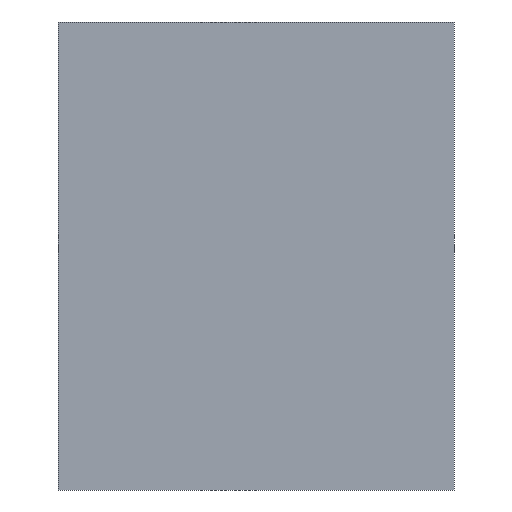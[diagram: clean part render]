
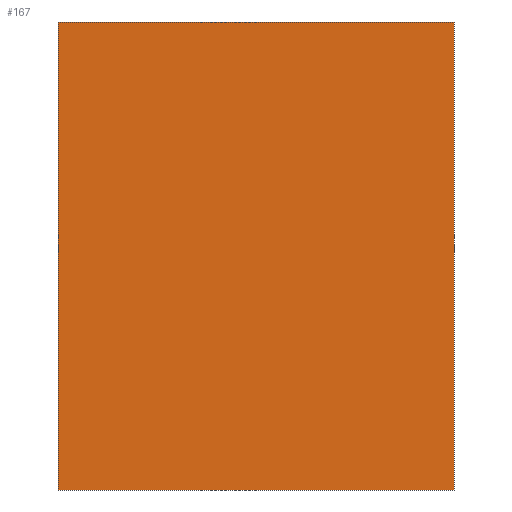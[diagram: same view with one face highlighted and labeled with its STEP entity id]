
A CAD part, left-side view. The second image highlights one B-rep face of the part: STEP entity #167.
In plain terms, the highlighted planar face has unit normal (-1, 0, 0).
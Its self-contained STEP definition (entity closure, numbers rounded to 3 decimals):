
#25=CARTESIAN_POINT('',(-8.7,-11.6,-12.2));
#26=VERTEX_POINT('',#25);
#43=CARTESIAN_POINT('',(-8.7,-2.8,-12.2));
#44=VERTEX_POINT('',#43);
#51=CARTESIAN_POINT('',(-8.7,-2.8,-12.2));
#52=DIRECTION('',(0.,-1.,0.));
#53=VECTOR('',#52,8.8);
#54=LINE('',#51,#53);
#55=EDGE_CURVE('',#44,#26,#54,.T.);
#65=CARTESIAN_POINT('',(-8.7,-11.6,-1.8));
#66=VERTEX_POINT('',#65);
#83=CARTESIAN_POINT('',(-8.7,-2.8,-1.8));
#84=VERTEX_POINT('',#83);
#91=CARTESIAN_POINT('',(-8.7,-2.8,-1.8));
#92=DIRECTION('',(0.,-1.,0.));
#93=VECTOR('',#92,8.8);
#94=LINE('',#91,#93);
#95=EDGE_CURVE('',#84,#66,#94,.T.);
#113=CARTESIAN_POINT('',(-8.7,-11.6,-12.2));
#114=DIRECTION('',(0.,0.,1.));
#115=VECTOR('',#114,10.4);
#116=LINE('',#113,#115);
#117=EDGE_CURVE('',#26,#66,#116,.T.);
#145=CARTESIAN_POINT('',(-8.7,-2.8,-12.2));
#146=DIRECTION('',(0.,0.,1.));
#147=VECTOR('',#146,10.4);
#148=LINE('',#145,#147);
#149=EDGE_CURVE('',#44,#84,#148,.T.);
#156=CARTESIAN_POINT('',(-8.7,-7.2,-7.));
#157=DIRECTION('',(0.,-1.,0.));
#158=DIRECTION('',(-1.,0.,0.));
#159=AXIS2_PLACEMENT_3D('',#156,#158,#157);
#160=PLANE('',#159);
#161=ORIENTED_EDGE('',*,*,#55,.T.);
#162=ORIENTED_EDGE('',*,*,#117,.T.);
#163=ORIENTED_EDGE('',*,*,#95,.F.);
#164=ORIENTED_EDGE('',*,*,#149,.F.);
#165=EDGE_LOOP('',(#161,#162,#163,#164));
#166=FACE_OUTER_BOUND('',#165,.T.);
#167=ADVANCED_FACE('F6',(#166),#160,.T.);
